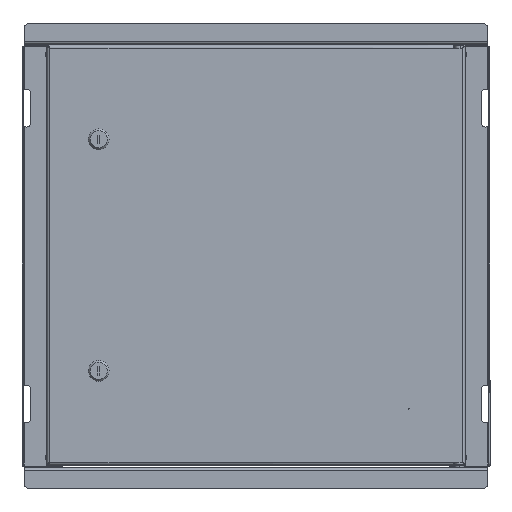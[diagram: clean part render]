
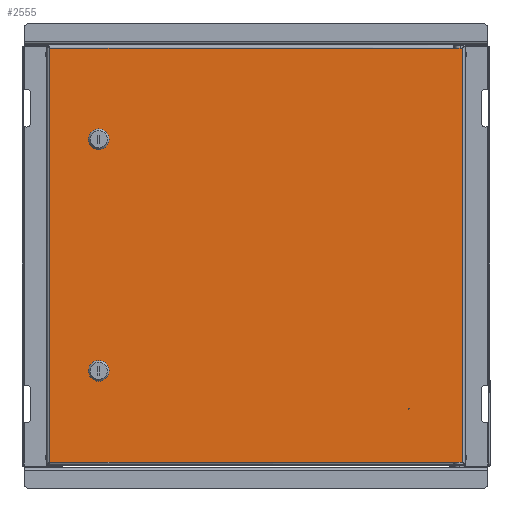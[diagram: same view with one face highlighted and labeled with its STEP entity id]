
A CAD part, top view. The second image highlights one B-rep face of the part: STEP entity #2555.
In plain terms, the highlighted planar face has unit normal (0, 0, 1).
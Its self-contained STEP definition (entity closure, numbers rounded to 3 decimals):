
#150 = CARTESIAN_POINT ( 'NONE',  ( 162., -163., 0. ) ) ;
#356 = CARTESIAN_POINT ( 'NONE',  ( -158.75, -118.29, 0. ) ) ;
#513 = EDGE_CURVE ( 'NONE', #547, #7070, #1592, .T. ) ;
#547 = VERTEX_POINT ( 'NONE', #6018 ) ;
#554 = FACE_BOUND ( 'NONE', #16793, .T. ) ;
#602 = CARTESIAN_POINT ( 'NONE',  ( -167., 123., 0. ) ) ;
#636 = DIRECTION ( 'NONE',  ( 0., 0., 1. ) ) ;
#1040 = AXIS2_PLACEMENT_3D ( 'NONE', #8542, #636, #5934 ) ;
#1043 = DIRECTION ( 'NONE',  ( -1., 0., 0. ) ) ;
#1073 = AXIS2_PLACEMENT_3D ( 'NONE', #10650, #15948, #3457 ) ;
#1126 = CARTESIAN_POINT ( 'NONE',  ( -220.788, -219.9, 0. ) ) ;
#1177 = LINE ( 'NONE', #11515, #9105 ) ;
#1210 = CARTESIAN_POINT ( 'NONE',  ( -158.75, 118.29, 0. ) ) ;
#1455 = DIRECTION ( 'NONE',  ( -1., 0., 0. ) ) ;
#1540 = VECTOR ( 'NONE', #10013, 1000. ) ;
#1592 = CIRCLE ( 'NONE', #5753, 9.5 ) ;
#1785 = AXIS2_PLACEMENT_3D ( 'NONE', #150, #16454, #11242 ) ;
#1851 = EDGE_LOOP ( 'NONE', ( #16834, #16326 ) ) ;
#1857 = VECTOR ( 'NONE', #14956, 1000. ) ;
#1927 = LINE ( 'NONE', #16615, #1540 ) ;
#2029 = FACE_BOUND ( 'NONE', #1851, .T. ) ;
#2145 = VERTEX_POINT ( 'NONE', #15659 ) ;
#2202 = CARTESIAN_POINT ( 'NONE',  ( -158.75, -127.71, 0. ) ) ;
#2555 = ADVANCED_FACE ( 'NONE', ( #2029, #16630, #7152, #554 ), #3231, .T. ) ;
#2760 = DIRECTION ( 'NONE',  ( 0., 0., -1. ) ) ;
#2776 = EDGE_LOOP ( 'NONE', ( #10135, #14200, #11825, #8602 ) ) ;
#3125 = CARTESIAN_POINT ( 'NONE',  ( -175.25, 118.29, 0. ) ) ;
#3166 = DIRECTION ( 'NONE',  ( 0., 0., -1. ) ) ;
#3231 = PLANE ( 'NONE',  #1040 ) ;
#3457 = DIRECTION ( 'NONE',  ( 1., 0., 0. ) ) ;
#3474 = VECTOR ( 'NONE', #1043, 1000. ) ;
#3800 = EDGE_CURVE ( 'NONE', #2145, #10303, #6490, .T. ) ;
#3878 = VERTEX_POINT ( 'NONE', #5024 ) ;
#4074 = CARTESIAN_POINT ( 'NONE',  ( -218.9, 221.788, 0. ) ) ;
#4153 = CARTESIAN_POINT ( 'NONE',  ( 210., 219.9, 0. ) ) ;
#4204 = VERTEX_POINT ( 'NONE', #16818 ) ;
#4211 = ORIENTED_EDGE ( 'NONE', *, *, #12069, .T. ) ;
#4249 = DIRECTION ( 'NONE',  ( 0., -1., 0. ) ) ;
#4427 = CARTESIAN_POINT ( 'NONE',  ( 162.5, -163., 0. ) ) ;
#4670 = ORIENTED_EDGE ( 'NONE', *, *, #9705, .T. ) ;
#4761 = VECTOR ( 'NONE', #1455, 1000. ) ;
#5010 = ORIENTED_EDGE ( 'NONE', *, *, #16795, .T. ) ;
#5024 = CARTESIAN_POINT ( 'NONE',  ( 218.9, -219.9, 0. ) ) ;
#5055 = LINE ( 'NONE', #6858, #12588 ) ;
#5286 = DIRECTION ( 'NONE',  ( 0., 1., 0. ) ) ;
#5405 = ORIENTED_EDGE ( 'NONE', *, *, #11500, .T. ) ;
#5424 = CARTESIAN_POINT ( 'NONE',  ( -175.25, 127.71, 0. ) ) ;
#5654 = DIRECTION ( 'NONE',  ( 0., 0., 1. ) ) ;
#5753 = AXIS2_PLACEMENT_3D ( 'NONE', #602, #5654, #11038 ) ;
#5812 = LINE ( 'NONE', #11116, #11050 ) ;
#5934 = DIRECTION ( 'NONE',  ( 1., 0., 0. ) ) ;
#5957 = ORIENTED_EDGE ( 'NONE', *, *, #12122, .T. ) ;
#5972 = ORIENTED_EDGE ( 'NONE', *, *, #3800, .T. ) ;
#6018 = CARTESIAN_POINT ( 'NONE',  ( -158.75, 127.71, 0. ) ) ;
#6237 = CIRCLE ( 'NONE', #1785, 0.5 ) ;
#6292 = DIRECTION ( 'NONE',  ( 0., -1., 0. ) ) ;
#6490 = LINE ( 'NONE', #7717, #4761 ) ;
#6855 = DIRECTION ( 'NONE',  ( 1., 0., 0. ) ) ;
#6858 = CARTESIAN_POINT ( 'NONE',  ( 218.9, -221.788, 0. ) ) ;
#6921 = EDGE_CURVE ( 'NONE', #8309, #7482, #1177, .T. ) ;
#7070 = VERTEX_POINT ( 'NONE', #5424 ) ;
#7152 = FACE_OUTER_BOUND ( 'NONE', #14771, .T. ) ;
#7352 = CARTESIAN_POINT ( 'NONE',  ( -218.9, 219.9, 0. ) ) ;
#7482 = VERTEX_POINT ( 'NONE', #2202 ) ;
#7574 = CARTESIAN_POINT ( 'NONE',  ( -218.9, -219.9, 0. ) ) ;
#7640 = CARTESIAN_POINT ( 'NONE',  ( 220.788, 219.9, 0. ) ) ;
#7645 = VERTEX_POINT ( 'NONE', #7352 ) ;
#7717 = CARTESIAN_POINT ( 'NONE',  ( 220.788, 219.9, 0. ) ) ;
#7731 = CIRCLE ( 'NONE', #1073, 0.5 ) ;
#8070 = DIRECTION ( 'NONE',  ( 1., 0., 0. ) ) ;
#8309 = VERTEX_POINT ( 'NONE', #356 ) ;
#8329 = EDGE_CURVE ( 'NONE', #7070, #11435, #12176, .T. ) ;
#8542 = CARTESIAN_POINT ( 'NONE',  ( 0., 0., 0. ) ) ;
#8602 = ORIENTED_EDGE ( 'NONE', *, *, #8329, .F. ) ;
#8640 = CARTESIAN_POINT ( 'NONE',  ( -175.25, -127.71, 0. ) ) ;
#9105 = VECTOR ( 'NONE', #6292, 1000. ) ;
#9207 = DIRECTION ( 'NONE',  ( 1., 0., 0. ) ) ;
#9705 = EDGE_CURVE ( 'NONE', #3878, #2145, #5055, .T. ) ;
#10013 = DIRECTION ( 'NONE',  ( 1., 0., 0. ) ) ;
#10097 = VERTEX_POINT ( 'NONE', #1210 ) ;
#10135 = ORIENTED_EDGE ( 'NONE', *, *, #513, .F. ) ;
#10260 = EDGE_CURVE ( 'NONE', #10315, #11337, #6237, .T. ) ;
#10303 = VERTEX_POINT ( 'NONE', #4153 ) ;
#10315 = VERTEX_POINT ( 'NONE', #12233 ) ;
#10650 = CARTESIAN_POINT ( 'NONE',  ( 162., -163., 0. ) ) ;
#10687 = LINE ( 'NONE', #4074, #15241 ) ;
#10884 = EDGE_CURVE ( 'NONE', #4204, #3878, #1927, .T. ) ;
#11038 = DIRECTION ( 'NONE',  ( 1., 0., 0. ) ) ;
#11050 = VECTOR ( 'NONE', #13162, 1000. ) ;
#11116 = CARTESIAN_POINT ( 'NONE',  ( -158.75, 118.29, 0. ) ) ;
#11242 = DIRECTION ( 'NONE',  ( 1., 0., 0. ) ) ;
#11289 = CARTESIAN_POINT ( 'NONE',  ( -175.25, 118.29, 0. ) ) ;
#11315 = CIRCLE ( 'NONE', #14372, 9.5 ) ;
#11337 = VERTEX_POINT ( 'NONE', #4427 ) ;
#11435 = VERTEX_POINT ( 'NONE', #11289 ) ;
#11436 = DIRECTION ( 'NONE',  ( 1., 0., 0. ) ) ;
#11500 = EDGE_CURVE ( 'NONE', #10303, #7645, #12934, .T. ) ;
#11515 = CARTESIAN_POINT ( 'NONE',  ( -158.75, -118.29, 0. ) ) ;
#11709 = LINE ( 'NONE', #17022, #12466 ) ;
#11825 = ORIENTED_EDGE ( 'NONE', *, *, #13441, .F. ) ;
#12069 = EDGE_CURVE ( 'NONE', #14561, #4204, #16945, .T. ) ;
#12122 = EDGE_CURVE ( 'NONE', #15724, #8309, #16830, .T. ) ;
#12176 = LINE ( 'NONE', #3125, #1857 ) ;
#12233 = CARTESIAN_POINT ( 'NONE',  ( 161.5, -163., 0. ) ) ;
#12251 = DIRECTION ( 'NONE',  ( 0., 0., 1. ) ) ;
#12466 = VECTOR ( 'NONE', #5286, 1000. ) ;
#12588 = VECTOR ( 'NONE', #13648, 1000. ) ;
#12633 = VECTOR ( 'NONE', #9207, 1000. ) ;
#12825 = CARTESIAN_POINT ( 'NONE',  ( -175.25, -118.29, 0. ) ) ;
#12934 = LINE ( 'NONE', #7640, #3474 ) ;
#13162 = DIRECTION ( 'NONE',  ( 0., 1., 0. ) ) ;
#13433 = ORIENTED_EDGE ( 'NONE', *, *, #16387, .T. ) ;
#13441 = EDGE_CURVE ( 'NONE', #11435, #10097, #11315, .T. ) ;
#13567 = ORIENTED_EDGE ( 'NONE', *, *, #16198, .T. ) ;
#13611 = AXIS2_PLACEMENT_3D ( 'NONE', #15344, #3166, #11436 ) ;
#13648 = DIRECTION ( 'NONE',  ( 0., 1., 0. ) ) ;
#13679 = EDGE_CURVE ( 'NONE', #10097, #547, #5812, .T. ) ;
#13832 = EDGE_CURVE ( 'NONE', #11337, #10315, #7731, .T. ) ;
#13868 = ORIENTED_EDGE ( 'NONE', *, *, #6921, .T. ) ;
#14064 = VERTEX_POINT ( 'NONE', #8640 ) ;
#14200 = ORIENTED_EDGE ( 'NONE', *, *, #13679, .F. ) ;
#14214 = ORIENTED_EDGE ( 'NONE', *, *, #10884, .T. ) ;
#14372 = AXIS2_PLACEMENT_3D ( 'NONE', #16091, #12251, #6855 ) ;
#14561 = VERTEX_POINT ( 'NONE', #7574 ) ;
#14608 = AXIS2_PLACEMENT_3D ( 'NONE', #14663, #2760, #8070 ) ;
#14663 = CARTESIAN_POINT ( 'NONE',  ( -167., -123., 0. ) ) ;
#14718 = CIRCLE ( 'NONE', #13611, 9.5 ) ;
#14771 = EDGE_LOOP ( 'NONE', ( #13567, #4211, #14214, #4670, #5972, #5405 ) ) ;
#14956 = DIRECTION ( 'NONE',  ( 0., -1., 0. ) ) ;
#15241 = VECTOR ( 'NONE', #4249, 1000. ) ;
#15344 = CARTESIAN_POINT ( 'NONE',  ( -167., -123., 0. ) ) ;
#15659 = CARTESIAN_POINT ( 'NONE',  ( 218.9, 219.9, 0. ) ) ;
#15724 = VERTEX_POINT ( 'NONE', #12825 ) ;
#15948 = DIRECTION ( 'NONE',  ( 0., 0., 1. ) ) ;
#16091 = CARTESIAN_POINT ( 'NONE',  ( -167., 123., 0. ) ) ;
#16198 = EDGE_CURVE ( 'NONE', #7645, #14561, #10687, .T. ) ;
#16326 = ORIENTED_EDGE ( 'NONE', *, *, #13832, .F. ) ;
#16387 = EDGE_CURVE ( 'NONE', #14064, #15724, #11709, .T. ) ;
#16454 = DIRECTION ( 'NONE',  ( 0., 0., 1. ) ) ;
#16615 = CARTESIAN_POINT ( 'NONE',  ( -220.788, -219.9, 0. ) ) ;
#16630 = FACE_BOUND ( 'NONE', #2776, .T. ) ;
#16793 = EDGE_LOOP ( 'NONE', ( #13868, #5010, #13433, #5957 ) ) ;
#16795 = EDGE_CURVE ( 'NONE', #7482, #14064, #14718, .T. ) ;
#16818 = CARTESIAN_POINT ( 'NONE',  ( 210., -219.9, 0. ) ) ;
#16830 = CIRCLE ( 'NONE', #14608, 9.5 ) ;
#16834 = ORIENTED_EDGE ( 'NONE', *, *, #10260, .F. ) ;
#16945 = LINE ( 'NONE', #1126, #12633 ) ;
#17022 = CARTESIAN_POINT ( 'NONE',  ( -175.25, -118.29, 0. ) ) ;
